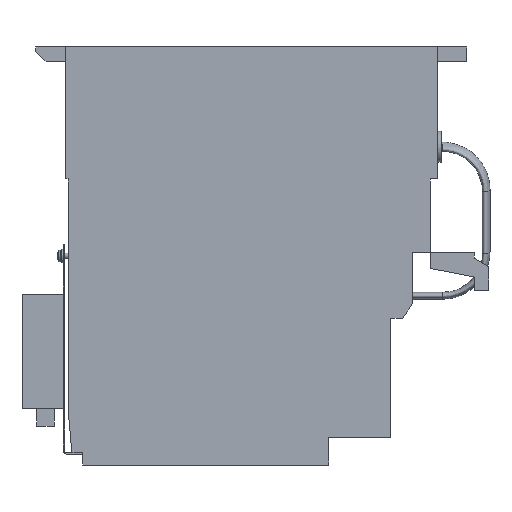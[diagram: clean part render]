
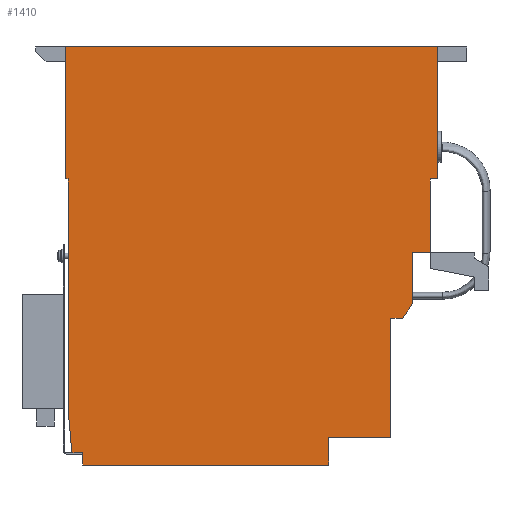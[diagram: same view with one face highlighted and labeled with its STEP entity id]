
A CAD part, left-side view. The second image highlights one B-rep face of the part: STEP entity #1410.
In plain terms, the highlighted planar face has unit normal (-1, 0, 0).
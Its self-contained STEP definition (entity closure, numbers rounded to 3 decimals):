
#664=CARTESIAN_POINT('',(-45.0,-135.,-50.0));
#665=VERTEX_POINT('',#664);
#698=CARTESIAN_POINT('',(-45.,-147.0,-50.0));
#699=VERTEX_POINT('',#698);
#706=CARTESIAN_POINT('',(-45.0,-135.,-50.0));
#707=DIRECTION('',(0.0,-1.0,0.0));
#708=VECTOR('',#707,12.);
#709=LINE('',#706,#708);
#710=EDGE_CURVE('',#665,#699,#709,.T.);
#742=CARTESIAN_POINT('',(-45.,100.0,0.0));
#743=VERTEX_POINT('',#742);
#744=CARTESIAN_POINT('',(-45.0,100.,-156.5));
#745=VERTEX_POINT('',#744);
#746=CARTESIAN_POINT('',(-45.,100.0,0.0));
#747=DIRECTION('',(0.0,0.0,-1.0));
#748=VECTOR('',#747,156.5);
#749=LINE('',#746,#748);
#750=EDGE_CURVE('',#743,#745,#749,.T.);
#915=CARTESIAN_POINT('',(-45.,-147.0,0.0));
#916=VERTEX_POINT('',#915);
#923=CARTESIAN_POINT('',(-45.,-147.0,0.0));
#924=DIRECTION('',(0.0,0.0,-1.0));
#925=VECTOR('',#924,50.0);
#926=LINE('',#923,#925);
#927=EDGE_CURVE('',#916,#699,#926,.T.);
#963=CARTESIAN_POINT('',(-45.0,-135.,-85.0));
#964=VERTEX_POINT('',#963);
#965=CARTESIAN_POINT('',(-45.0,-135.,-50.0));
#966=DIRECTION('',(0.0,0.0,-1.0));
#967=VECTOR('',#966,35.0);
#968=LINE('',#965,#967);
#969=EDGE_CURVE('',#665,#964,#968,.T.);
#1018=CARTESIAN_POINT('',(-45.0,-128.,-95.0));
#1019=VERTEX_POINT('',#1018);
#1020=CARTESIAN_POINT('',(-45.0,-135.,-85.0));
#1021=DIRECTION('',(0.0,0.573,-0.819));
#1022=VECTOR('',#1021,12.207);
#1023=LINE('',#1020,#1022);
#1024=EDGE_CURVE('',#964,#1019,#1023,.T.);
#1042=CARTESIAN_POINT('',(-45.0,-120.,-95.0));
#1043=VERTEX_POINT('',#1042);
#1044=CARTESIAN_POINT('',(-45.0,-128.,-95.0));
#1045=DIRECTION('',(0.0,1.0,0.0));
#1046=VECTOR('',#1045,8.0);
#1047=LINE('',#1044,#1046);
#1048=EDGE_CURVE('',#1019,#1043,#1047,.T.);
#1064=CARTESIAN_POINT('',(-45.0,-120.,-176.5));
#1065=VERTEX_POINT('',#1064);
#1074=CARTESIAN_POINT('',(-45.0,-120.,-95.0));
#1075=DIRECTION('',(0.0,0.0,-1.0));
#1076=VECTOR('',#1075,81.5);
#1077=LINE('',#1074,#1076);
#1078=EDGE_CURVE('',#1043,#1065,#1077,.T.);
#1302=CARTESIAN_POINT('',(-45.,-77.625,-176.5));
#1303=VERTEX_POINT('',#1302);
#1304=CARTESIAN_POINT('',(-45.,-77.625,-176.5));
#1305=DIRECTION('',(0.0,-1.0,0.0));
#1306=VECTOR('',#1305,42.375);
#1307=LINE('',#1304,#1306);
#1308=EDGE_CURVE('',#1303,#1065,#1307,.T.);
#1319=CARTESIAN_POINT('',(-45.,100.0,0.0));
#1320=DIRECTION('',(-1.0,0.0,0.0));
#1321=DIRECTION('',(0.0,0.0,1.0));
#1322=AXIS2_PLACEMENT_3D('',#1319,#1320,#1321);
#1323=PLANE('',#1322);
#1324=CARTESIAN_POINT('',(-45.,90.112,-186.5));
#1325=VERTEX_POINT('',#1324);
#1326=CARTESIAN_POINT('',(-45.,90.112,-195.));
#1327=VERTEX_POINT('',#1326);
#1328=CARTESIAN_POINT('',(-45.,90.112,-186.5));
#1329=DIRECTION('',(0.0,0.0,-1.0));
#1330=VECTOR('',#1329,8.5);
#1331=LINE('',#1328,#1330);
#1332=EDGE_CURVE('',#1325,#1327,#1331,.T.);
#1333=ORIENTED_EDGE('',*,*,#1332,.T.);
#1334=CARTESIAN_POINT('',(-45.,-77.625,-195.));
#1335=VERTEX_POINT('',#1334);
#1336=CARTESIAN_POINT('',(-45.,90.112,-195.));
#1337=DIRECTION('',(0.0,-1.0,0.0));
#1338=VECTOR('',#1337,167.737);
#1339=LINE('',#1336,#1338);
#1340=EDGE_CURVE('',#1327,#1335,#1339,.T.);
#1341=ORIENTED_EDGE('',*,*,#1340,.T.);
#1342=CARTESIAN_POINT('',(-45.,-77.625,-176.5));
#1343=DIRECTION('',(0.0,0.0,-1.0));
#1344=VECTOR('',#1343,18.5);
#1345=LINE('',#1342,#1344);
#1346=EDGE_CURVE('',#1303,#1335,#1345,.T.);
#1347=ORIENTED_EDGE('',*,*,#1346,.F.);
#1348=ORIENTED_EDGE('',*,*,#1308,.T.);
#1349=ORIENTED_EDGE('',*,*,#1078,.F.);
#1350=ORIENTED_EDGE('',*,*,#1048,.F.);
#1351=ORIENTED_EDGE('',*,*,#1024,.F.);
#1352=ORIENTED_EDGE('',*,*,#969,.F.);
#1353=ORIENTED_EDGE('',*,*,#710,.T.);
#1354=ORIENTED_EDGE('',*,*,#927,.F.);
#1355=CARTESIAN_POINT('',(-45.,-152.,0.0));
#1356=VERTEX_POINT('',#1355);
#1357=CARTESIAN_POINT('',(-45.,-152.,0.0));
#1358=DIRECTION('',(0.0,1.0,0.0));
#1359=VECTOR('',#1358,5.);
#1360=LINE('',#1357,#1359);
#1361=EDGE_CURVE('',#1356,#916,#1360,.T.);
#1362=ORIENTED_EDGE('',*,*,#1361,.F.);
#1363=CARTESIAN_POINT('',(-45.,-152.,90.0));
#1364=VERTEX_POINT('',#1363);
#1365=CARTESIAN_POINT('',(-45.,-152.,0.0));
#1366=DIRECTION('',(0.0,0.0,1.0));
#1367=VECTOR('',#1366,90.0);
#1368=LINE('',#1365,#1367);
#1369=EDGE_CURVE('',#1356,#1364,#1368,.T.);
#1370=ORIENTED_EDGE('',*,*,#1369,.T.);
#1371=CARTESIAN_POINT('',(-45.,102.0,90.0));
#1372=VERTEX_POINT('',#1371);
#1373=CARTESIAN_POINT('',(-45.,-152.,90.0));
#1374=DIRECTION('',(0.0,1.0,0.0));
#1375=VECTOR('',#1374,254.);
#1376=LINE('',#1373,#1375);
#1377=EDGE_CURVE('',#1364,#1372,#1376,.T.);
#1378=ORIENTED_EDGE('',*,*,#1377,.T.);
#1379=CARTESIAN_POINT('',(-45.,102.0,0.0));
#1380=VERTEX_POINT('',#1379);
#1381=CARTESIAN_POINT('',(-45.,102.0,0.0));
#1382=DIRECTION('',(0.0,0.0,1.0));
#1383=VECTOR('',#1382,90.0);
#1384=LINE('',#1381,#1383);
#1385=EDGE_CURVE('',#1380,#1372,#1384,.T.);
#1386=ORIENTED_EDGE('',*,*,#1385,.F.);
#1387=CARTESIAN_POINT('',(-45.,100.0,0.0));
#1388=DIRECTION('',(0.0,1.0,0.0));
#1389=VECTOR('',#1388,2.0);
#1390=LINE('',#1387,#1389);
#1391=EDGE_CURVE('',#743,#1380,#1390,.T.);
#1392=ORIENTED_EDGE('',*,*,#1391,.F.);
#1393=ORIENTED_EDGE('',*,*,#750,.T.);
#1394=CARTESIAN_POINT('',(-45.0,97.375,-186.5));
#1395=VERTEX_POINT('',#1394);
#1396=CARTESIAN_POINT('',(-45.0,97.375,-186.5));
#1397=DIRECTION('',(0.0,0.087,0.996));
#1398=VECTOR('',#1397,30.115);
#1399=LINE('',#1396,#1398);
#1400=EDGE_CURVE('',#1395,#745,#1399,.T.);
#1401=ORIENTED_EDGE('',*,*,#1400,.F.);
#1402=CARTESIAN_POINT('',(-45.,90.112,-186.5));
#1403=DIRECTION('',(0.0,1.0,0.0));
#1404=VECTOR('',#1403,7.263);
#1405=LINE('',#1402,#1404);
#1406=EDGE_CURVE('',#1325,#1395,#1405,.T.);
#1407=ORIENTED_EDGE('',*,*,#1406,.F.);
#1408=EDGE_LOOP('',(#1333,#1341,#1347,#1348,#1349,#1350,#1351,#1352,#1353,#1354,#1362,#1370,#1378,#1386,#1392,#1393,#1401,#1407));
#1409=FACE_OUTER_BOUND('',#1408,.T.);
#1410=ADVANCED_FACE('',(#1409),#1323,.T.);
